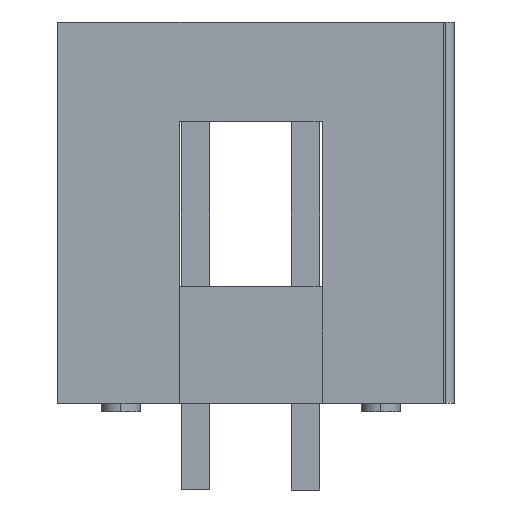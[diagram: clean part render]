
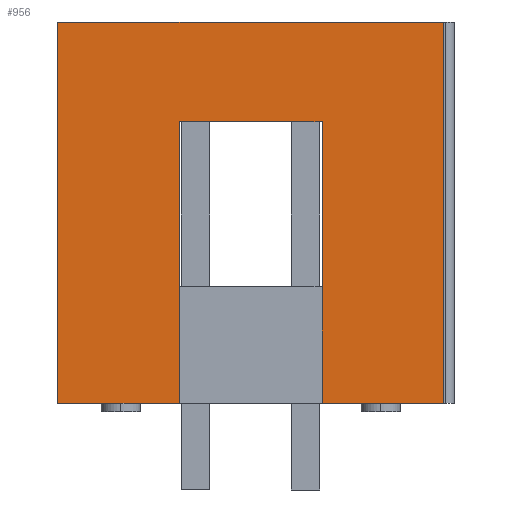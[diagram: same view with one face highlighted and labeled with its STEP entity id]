
A CAD part, left-side view. The second image highlights one B-rep face of the part: STEP entity #956.
In plain terms, the highlighted planar face has unit normal (-1, 0, 0).
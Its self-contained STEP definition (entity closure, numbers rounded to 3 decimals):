
#229 = VECTOR ( 'NONE', #6957, 1000. ) ;
#242 = CARTESIAN_POINT ( 'NONE',  ( -10.15, -4.45, 6.7 ) ) ;
#446 = LINE ( 'NONE', #242, #229 ) ;
#623 = VERTEX_POINT ( 'NONE', #2057 ) ;
#710 = AXIS2_PLACEMENT_3D ( 'NONE', #6786, #2764, #7450 ) ;
#797 = VECTOR ( 'NONE', #7786, 1000. ) ;
#857 = CARTESIAN_POINT ( 'NONE',  ( -10.15, 1.65, 0.2 ) ) ;
#956 = ADVANCED_FACE ( 'NONE', ( #8570 ), #6075, .T. ) ;
#967 = VECTOR ( 'NONE', #7934, 1000. ) ;
#1079 = LINE ( 'NONE', #857, #4676 ) ;
#1603 = EDGE_CURVE ( 'NONE', #6694, #6559, #6117, .T. ) ;
#1816 = CARTESIAN_POINT ( 'NONE',  ( -10.15, -1.65, 6.7 ) ) ;
#1880 = CARTESIAN_POINT ( 'NONE',  ( -10.15, 4.45, 9. ) ) ;
#2057 = CARTESIAN_POINT ( 'NONE',  ( -10.15, -4.45, 0.2 ) ) ;
#2339 = EDGE_CURVE ( 'NONE', #3995, #7387, #3386, .T. ) ;
#2432 = CARTESIAN_POINT ( 'NONE',  ( -10.15, -4.45, 0.2 ) ) ;
#2764 = DIRECTION ( 'NONE',  ( -1., 0., 0. ) ) ;
#2825 = VERTEX_POINT ( 'NONE', #2898 ) ;
#2848 = ORIENTED_EDGE ( 'NONE', *, *, #2339, .F. ) ;
#2859 = VERTEX_POINT ( 'NONE', #4817 ) ;
#2898 = CARTESIAN_POINT ( 'NONE',  ( -10.15, -4.45, 9. ) ) ;
#3080 = CARTESIAN_POINT ( 'NONE',  ( -10.15, 4.45, 0.2 ) ) ;
#3157 = ORIENTED_EDGE ( 'NONE', *, *, #8056, .F. ) ;
#3293 = EDGE_CURVE ( 'NONE', #2859, #7234, #1079, .T. ) ;
#3386 = LINE ( 'NONE', #5006, #5489 ) ;
#3466 = EDGE_LOOP ( 'NONE', ( #6896, #4108, #4827, #3157, #4563, #4513, #2848, #4059 ) ) ;
#3528 = EDGE_CURVE ( 'NONE', #7234, #6694, #446, .T. ) ;
#3754 = DIRECTION ( 'NONE',  ( 0., 1., 0. ) ) ;
#3957 = CARTESIAN_POINT ( 'NONE',  ( -10.15, -1.65, 0.2 ) ) ;
#3958 = EDGE_CURVE ( 'NONE', #623, #2825, #4474, .T. ) ;
#3995 = VERTEX_POINT ( 'NONE', #8505 ) ;
#4059 = ORIENTED_EDGE ( 'NONE', *, *, #5874, .F. ) ;
#4108 = ORIENTED_EDGE ( 'NONE', *, *, #3528, .T. ) ;
#4260 = CARTESIAN_POINT ( 'NONE',  ( -10.15, -1.65, 0.2 ) ) ;
#4474 = LINE ( 'NONE', #2432, #797 ) ;
#4513 = ORIENTED_EDGE ( 'NONE', *, *, #5422, .T. ) ;
#4563 = ORIENTED_EDGE ( 'NONE', *, *, #3958, .T. ) ;
#4676 = VECTOR ( 'NONE', #5551, 1000. ) ;
#4817 = CARTESIAN_POINT ( 'NONE',  ( -10.15, 1.65, 0.2 ) ) ;
#4823 = VECTOR ( 'NONE', #3754, 1000. ) ;
#4827 = ORIENTED_EDGE ( 'NONE', *, *, #1603, .T. ) ;
#4944 = VECTOR ( 'NONE', #7984, 1000. ) ;
#5006 = CARTESIAN_POINT ( 'NONE',  ( -10.15, 4.45, 0.2 ) ) ;
#5422 = EDGE_CURVE ( 'NONE', #2825, #7387, #8490, .T. ) ;
#5489 = VECTOR ( 'NONE', #8319, 1000. ) ;
#5551 = DIRECTION ( 'NONE',  ( 0., 0., 1. ) ) ;
#5874 = EDGE_CURVE ( 'NONE', #2859, #3995, #6235, .T. ) ;
#6075 = PLANE ( 'NONE',  #710 ) ;
#6117 = LINE ( 'NONE', #3957, #967 ) ;
#6235 = LINE ( 'NONE', #3080, #8012 ) ;
#6416 = CARTESIAN_POINT ( 'NONE',  ( -10.15, 4.45, 0.2 ) ) ;
#6559 = VERTEX_POINT ( 'NONE', #4260 ) ;
#6590 = LINE ( 'NONE', #6416, #4823 ) ;
#6694 = VERTEX_POINT ( 'NONE', #1816 ) ;
#6786 = CARTESIAN_POINT ( 'NONE',  ( -10.15, -4.45, 0.2 ) ) ;
#6896 = ORIENTED_EDGE ( 'NONE', *, *, #3293, .T. ) ;
#6957 = DIRECTION ( 'NONE',  ( 0., -1., 0. ) ) ;
#7234 = VERTEX_POINT ( 'NONE', #8313 ) ;
#7304 = CARTESIAN_POINT ( 'NONE',  ( -10.15, -4.45, 9. ) ) ;
#7387 = VERTEX_POINT ( 'NONE', #1880 ) ;
#7450 = DIRECTION ( 'NONE',  ( 0., 0., 1. ) ) ;
#7761 = DIRECTION ( 'NONE',  ( 0., 1., 0. ) ) ;
#7786 = DIRECTION ( 'NONE',  ( 0., 0., 1. ) ) ;
#7934 = DIRECTION ( 'NONE',  ( 0., 0., -1. ) ) ;
#7984 = DIRECTION ( 'NONE',  ( 0., 1., 0. ) ) ;
#8012 = VECTOR ( 'NONE', #7761, 1000. ) ;
#8056 = EDGE_CURVE ( 'NONE', #623, #6559, #6590, .T. ) ;
#8313 = CARTESIAN_POINT ( 'NONE',  ( -10.15, 1.65, 6.7 ) ) ;
#8319 = DIRECTION ( 'NONE',  ( 0., 0., 1. ) ) ;
#8490 = LINE ( 'NONE', #7304, #4944 ) ;
#8505 = CARTESIAN_POINT ( 'NONE',  ( -10.15, 4.45, 0.2 ) ) ;
#8570 = FACE_OUTER_BOUND ( 'NONE', #3466, .T. ) ;
